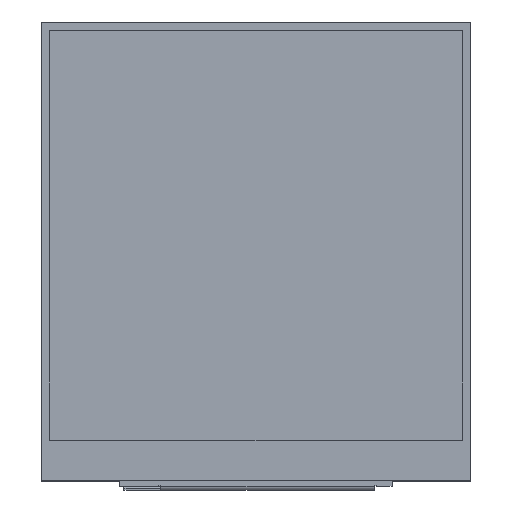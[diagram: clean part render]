
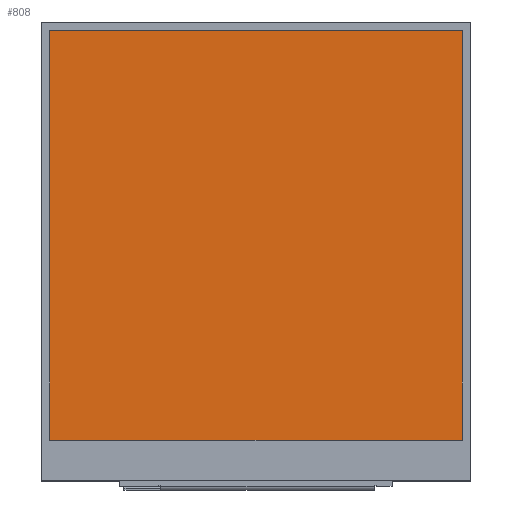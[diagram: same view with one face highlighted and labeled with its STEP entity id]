
A CAD part, top view. The second image highlights one B-rep face of the part: STEP entity #808.
In plain terms, the highlighted planar face has unit normal (0, 0, 1).
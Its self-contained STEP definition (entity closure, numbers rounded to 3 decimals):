
#54=FACE_OUTER_BOUND('',#102,.T.);
#102=EDGE_LOOP('',(#552,#553,#554,#555));
#153=LINE('',#1182,#254);
#157=LINE('',#1189,#258);
#160=LINE('',#1195,#261);
#162=LINE('',#1198,#263);
#254=VECTOR('',#950,10.);
#258=VECTOR('',#956,10.);
#261=VECTOR('',#961,10.);
#263=VECTOR('',#965,10.);
#355=VERTEX_POINT('',#1179);
#356=VERTEX_POINT('',#1181);
#358=VERTEX_POINT('',#1187);
#360=VERTEX_POINT('',#1193);
#425=EDGE_CURVE('',#355,#356,#153,.T.);
#429=EDGE_CURVE('',#358,#355,#157,.T.);
#432=EDGE_CURVE('',#360,#358,#160,.T.);
#434=EDGE_CURVE('',#356,#360,#162,.T.);
#552=ORIENTED_EDGE('',*,*,#434,.F.);
#553=ORIENTED_EDGE('',*,*,#425,.F.);
#554=ORIENTED_EDGE('',*,*,#429,.F.);
#555=ORIENTED_EDGE('',*,*,#432,.F.);
#766=PLANE('',#883);
#808=ADVANCED_FACE('',(#54),#766,.F.);
#883=AXIS2_PLACEMENT_3D('',#1199,#966,#967);
#950=DIRECTION('',(0.,-1.,0.));
#956=DIRECTION('',(1.,0.,0.));
#961=DIRECTION('',(0.,1.,0.));
#965=DIRECTION('',(-1.,0.,0.));
#966=DIRECTION('center_axis',(0.,0.,-1.));
#967=DIRECTION('ref_axis',(-1.,0.,0.));
#1179=CARTESIAN_POINT('',(15.16,16.26,1.8));
#1181=CARTESIAN_POINT('',(15.16,-13.86,1.8));
#1182=CARTESIAN_POINT('',(15.16,16.26,1.8));
#1187=CARTESIAN_POINT('',(-15.16,16.26,1.8));
#1189=CARTESIAN_POINT('',(-15.16,16.26,1.8));
#1193=CARTESIAN_POINT('',(-15.16,-13.86,1.8));
#1195=CARTESIAN_POINT('',(-15.16,-13.86,1.8));
#1198=CARTESIAN_POINT('',(15.16,-13.86,1.8));
#1199=CARTESIAN_POINT('Origin',(0.,1.2,1.8));
